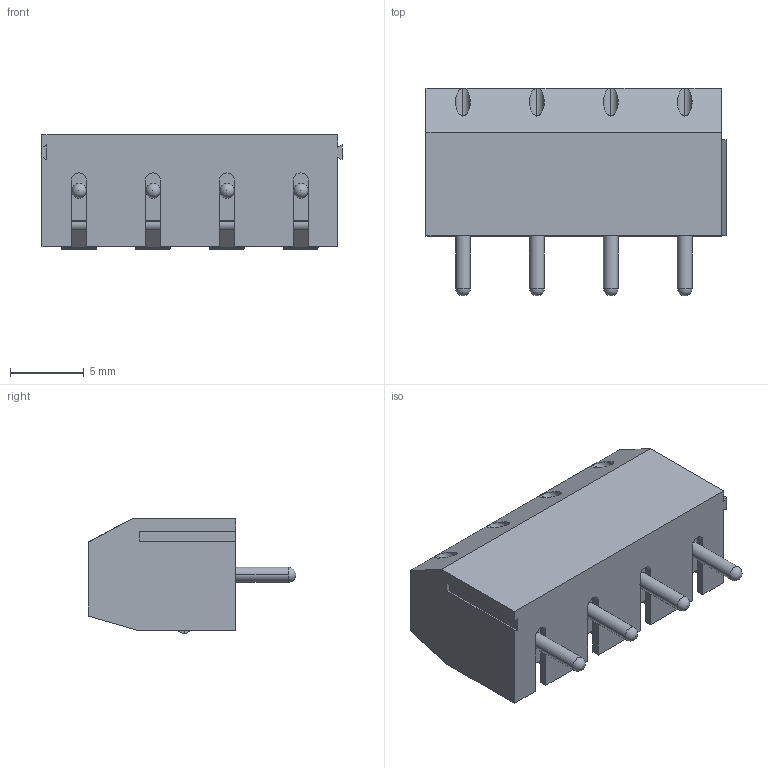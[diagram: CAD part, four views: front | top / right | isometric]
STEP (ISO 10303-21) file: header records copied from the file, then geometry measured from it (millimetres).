
FILE_DESCRIPTION (( 'STEP AP203' ), '1' );
FILE_NAME ('4 pins.STEP', '2019-03-29T20:11:43', ( '' ), ( '' ), 'SwSTEP 2.0', 'SolidWorks 2018', '' );
FILE_SCHEMA (( 'CONFIG_CONTROL_DESIGN' ));
Length unit declared in the file: millimetre
Products named in the file (4): Inner; terminal_4 pins; 4 pins; Screw
Assembly tree (9 placements, depth 2):
  4 pins
    terminal_4 pins
    Inner  x4
    Screw  x4
Bounding box: 20.29 x 14.05 x 7.77 mm (x, y, z)
Volume: 990.2 mm3; surface area: 2572.2 mm2
Topology: 9 solids, 9 shells, 628 faces, 1574 edges, 930 vertices
Faces by surface type: plane 220, cylinder 188, bspline 112, torus 52, sphere 44, cone 12
Entity records: 7842 total; most frequent: CARTESIAN_POINT 2096, ORIENTED_EDGE 1116, DIRECTION 1056, EDGE_CURVE 558, AXIS2_PLACEMENT_3D 379, VERTEX_POINT 347, VECTOR 298, LINE 298
